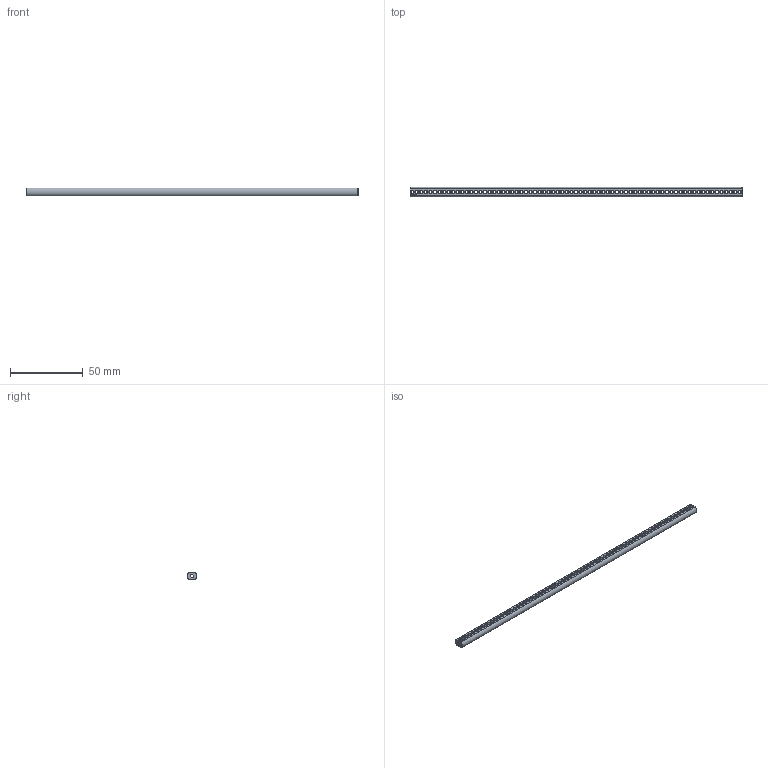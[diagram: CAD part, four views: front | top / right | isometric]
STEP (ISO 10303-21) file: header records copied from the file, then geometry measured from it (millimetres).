
FILE_DESCRIPTION(('FreeCAD Model'),'2;1');
FILE_NAME('Open CASCADE Shape Model','2024-06-18T15:31:22',(''),(''), 'Open CASCADE STEP processor 7.6','FreeCAD','Unknown');
FILE_SCHEMA(('AUTOMOTIVE_DESIGN { 1 0 10303 214 1 1 1 1 }'));
Length unit declared in the file: millimetre
Products named in the file (1): Shaft IDX BU18.25 - SPN-SFT-0193 (stemfie.org)
Bounding box: 228.12 x 6.6 x 5 mm (x, y, z)
Volume: 5206.7 mm3; surface area: 6556.4 mm2
Topology: 1 solids, 1 shells, 864 faces, 2646 edges, 1664 vertices
Faces by surface type: plane 316, cylinder 222, extrusion 176, cone 150
Full cylindrical faces by diameter (mm): 2 x220
Entity records: 30394 total; most frequent: CARTESIAN_POINT 6231, ORIENTED_EDGE 5292, DIRECTION 4750, EDGE_CURVE 2646, VERTEX_POINT 1664, AXIS2_PLACEMENT_3D 1591, VECTOR 1568, LINE 1392
